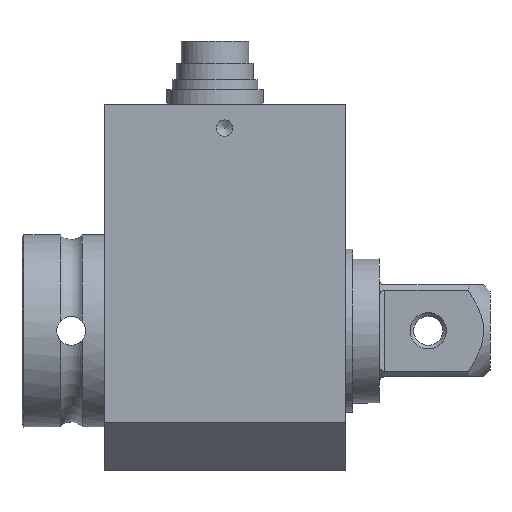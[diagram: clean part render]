
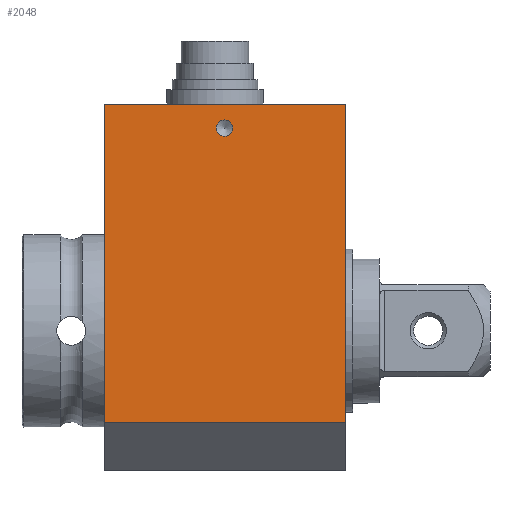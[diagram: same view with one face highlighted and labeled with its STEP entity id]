
A CAD part, front view. The second image highlights one B-rep face of the part: STEP entity #2048.
In plain terms, the highlighted planar face has unit normal (0, -1, 0).
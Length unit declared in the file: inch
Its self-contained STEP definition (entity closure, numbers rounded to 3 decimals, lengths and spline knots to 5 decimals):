
#517=CARTESIAN_POINT('',(0.11925,-0.75,1.72264));
#518=VERTEX_POINT('',#517);
#519=CARTESIAN_POINT('',(0.11925,-0.75,1.65528));
#520=DIRECTION('',(0.0,1.0,0.0));
#521=DIRECTION('',(0.0,0.0,-1.0));
#522=AXIS2_PLACEMENT_3D('',#519,#520,#521);
#523=CIRCLE('',#522,0.06736);
#524=EDGE_CURVE('',#518,#518,#523,.T.);
#1948=CARTESIAN_POINT('',(1.1035,-0.75,1.85213));
#1949=VERTEX_POINT('',#1948);
#1956=CARTESIAN_POINT('',(1.1035,-0.75,-0.7463));
#1957=VERTEX_POINT('',#1956);
#1958=CARTESIAN_POINT('',(1.1035,-0.75,-0.7463));
#1959=DIRECTION('',(0.0,0.0,1.0));
#1960=VECTOR('',#1959,2.59843);
#1961=LINE('',#1958,#1960);
#1962=EDGE_CURVE('',#1957,#1949,#1961,.T.);
#2015=CARTESIAN_POINT('',(-0.865,-0.75,-1.14));
#2016=DIRECTION('',(0.0,-1.0,0.0));
#2017=DIRECTION('',(0.0,0.0,-1.0));
#2018=AXIS2_PLACEMENT_3D('',#2015,#2016,#2017);
#2019=PLANE('',#2018);
#2020=CARTESIAN_POINT('',(-0.865,-0.75,-0.7463));
#2021=VERTEX_POINT('',#2020);
#2022=CARTESIAN_POINT('',(1.1035,-0.75,-0.7463));
#2023=DIRECTION('',(-1.0,0.0,0.0));
#2024=VECTOR('',#2023,1.9685);
#2025=LINE('',#2022,#2024);
#2026=EDGE_CURVE('',#1957,#2021,#2025,.T.);
#2027=ORIENTED_EDGE('',*,*,#2026,.F.);
#2028=ORIENTED_EDGE('',*,*,#1962,.T.);
#2029=CARTESIAN_POINT('',(-0.865,-0.75,1.85213));
#2030=VERTEX_POINT('',#2029);
#2031=CARTESIAN_POINT('',(-0.865,-0.75,1.85213));
#2032=DIRECTION('',(1.0,0.0,0.0));
#2033=VECTOR('',#2032,1.9685);
#2034=LINE('',#2031,#2033);
#2035=EDGE_CURVE('',#2030,#1949,#2034,.T.);
#2036=ORIENTED_EDGE('',*,*,#2035,.F.);
#2037=CARTESIAN_POINT('',(-0.865,-0.75,-0.7463));
#2038=DIRECTION('',(0.0,0.0,1.0));
#2039=VECTOR('',#2038,2.59843);
#2040=LINE('',#2037,#2039);
#2041=EDGE_CURVE('',#2021,#2030,#2040,.T.);
#2042=ORIENTED_EDGE('',*,*,#2041,.F.);
#2043=EDGE_LOOP('',(#2027,#2028,#2036,#2042));
#2044=FACE_OUTER_BOUND('',#2043,.T.);
#2045=ORIENTED_EDGE('',*,*,#524,.T.);
#2046=EDGE_LOOP('',(#2045));
#2047=FACE_BOUND('',#2046,.T.);
#2048=ADVANCED_FACE('',(#2044,#2047),#2019,.T.);
